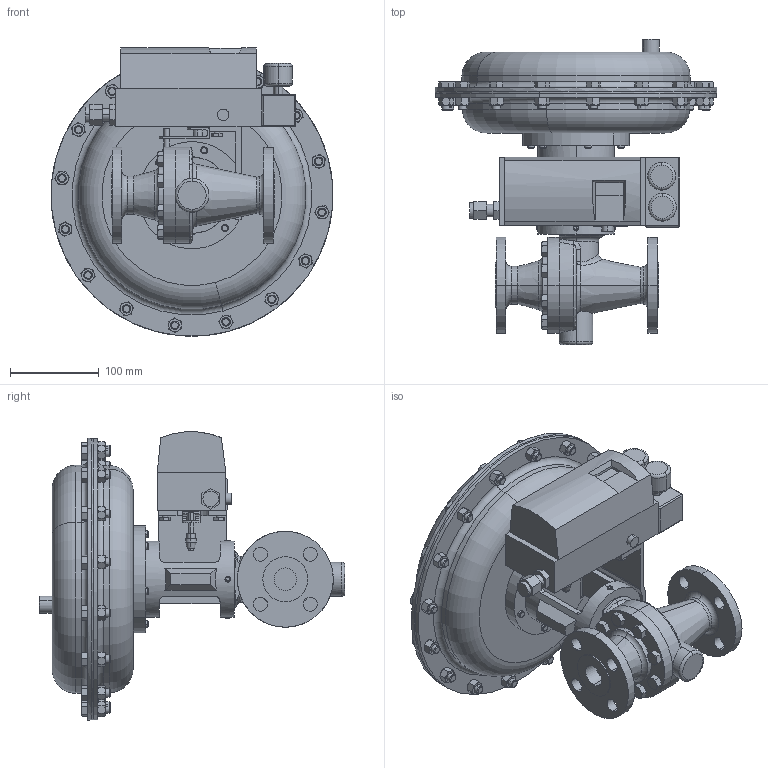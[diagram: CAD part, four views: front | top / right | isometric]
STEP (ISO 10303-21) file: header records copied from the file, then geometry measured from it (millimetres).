
FILE_DESCRIPTION (( 'STEP AP203' ), '1' );
FILE_NAME ('70SP-100-CS+S6-I5-55M-16IQ.STEP', '2017-09-11T17:13:38', ( '' ), ( '' ), 'SwSTEP 2.0', 'SolidWorks 2014', '' );
FILE_SCHEMA (( 'CONFIG_CONTROL_DESIGN' ));
Length unit declared in the file: inch
Products named in the file (1): 70SP-100-CS+S6-I5-55M-16IQ
Bounding box: 317.5 x 343.79 x 324.83 mm (x, y, z)
Volume: 7334627.9 mm3; surface area: 460660 mm2
Topology: 1 solids, 1 shells, 1123 faces, 2579 edges, 1555 vertices
Faces by surface type: plane 474, cone 411, cylinder 194, torus 33, bspline 7, sphere 4
Entity records: 35161 total; most frequent: CARTESIAN_POINT 10825, ORIENTED_EDGE 5150, DIRECTION 4826, EDGE_CURVE 2575, AXIS2_PLACEMENT_3D 1935, VERTEX_POINT 1555, EDGE_LOOP 1244, ADVANCED_FACE 1123
